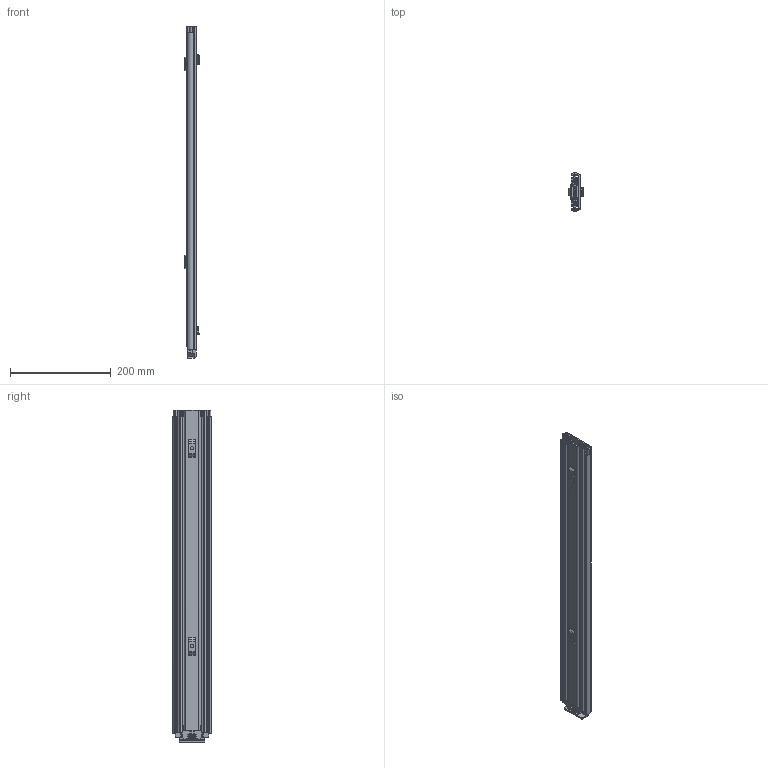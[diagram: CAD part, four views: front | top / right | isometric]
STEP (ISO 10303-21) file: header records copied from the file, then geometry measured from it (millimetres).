
FILE_DESCRIPTION (( 'STEP AP214' ), '1' );
FILE_NAME ('FR_5400_SMT.0660mm_26inch_1,9_closed_right.STEP', '2022-10-27T09:28:15', ( '' ), ( '' ), 'SwSTEP 2.0', 'SolidWorks 2020', '' );
FILE_SCHEMA (( 'AUTOMOTIVE_DESIGN' ));
Length unit declared in the file: millimetre
Products named in the file (8): 5400.XXX-01.T115 RIGHT_NL 26; 5400.XXX-02.T115_NL 26; 5400.XXX-03.T115_NL 26; 5400 Stop; FR_5400_SMT.0660mm_26inch_1,9_closed_right
Assembly tree (7 placements, depth 3):
  FR_5400_SMT.0660mm_26inch_1,9_closed_right
    5400.XXX-01.T115 RIGHT_NL 26
      5400.XXX-01.T115 RIGHT_NL 26
    5400.XXX-03.T115_NL 26
      5400.XXX-03.T115_NL 26
    5400.XXX-02.T115_NL 26
      5400.XXX-02.T115_NL 26
      5400 Stop
Bounding box: 30.39 x 76.19 x 660.4 mm (x, y, z)
Volume: 425906.3 mm3; surface area: 360983.3 mm2
Topology: 4 solids, 4 shells, 588 faces, 1551 edges, 956 vertices
Faces by surface type: plane 366, cylinder 208, bspline 14
Entity records: 18439 total; most frequent: CARTESIAN_POINT 3504, ORIENTED_EDGE 3102, DIRECTION 3077, EDGE_CURVE 1551, VECTOR 1083, LINE 1083, AXIS2_PLACEMENT_3D 997, VERTEX_POINT 956
